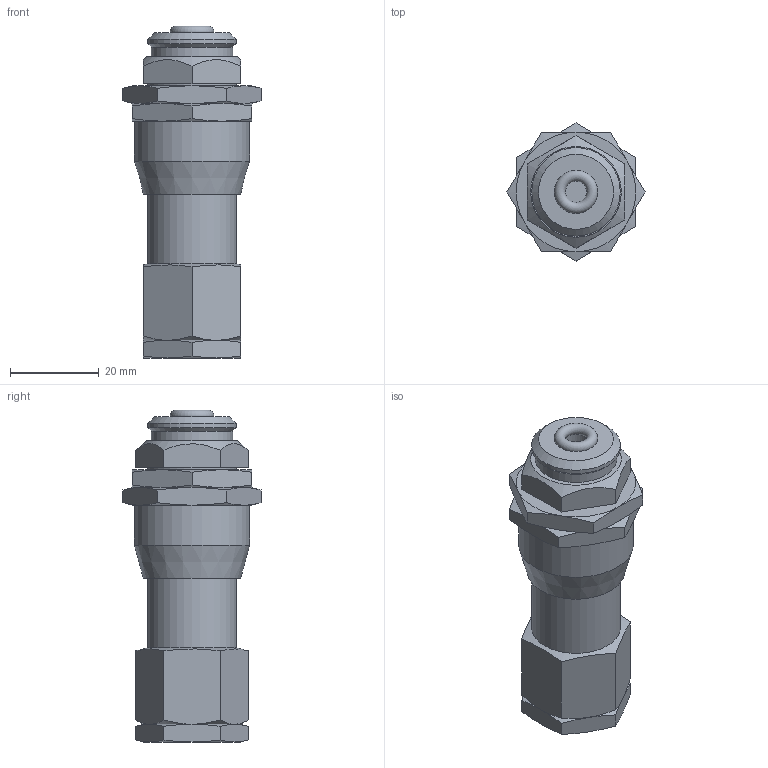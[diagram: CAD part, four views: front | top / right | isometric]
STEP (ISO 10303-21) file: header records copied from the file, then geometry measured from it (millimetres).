
FILE_DESCRIPTION(/* description */ ('STEP AP214'),/* implementation_level */ '2;1');
FILE_NAME(/* name */ '4203_UV',/* time_stamp */ '2024-09-15T16:26:11+02:00',/* author */ ('License CC BY-ND 4.0'),/* organization */ ('CADENAS'),/* preprocessor_version */ 'ST-DEVELOPER v19.3',/* originating_system */ 'PARTsolutions',/* authorisation */ ' ');
FILE_SCHEMA (('AUTOMOTIVE_DESIGN {1 0 10303 214 3 1 1}'));
Length unit declared in the file: millimetre
Products named in the file (1): 4203 UV
Bounding box: 31.18 x 31.18 x 75 mm (x, y, z)
Volume: 30328.9 mm3; surface area: 7544 mm2
Topology: 1 solids, 1 shells, 95 faces, 201 edges, 115 vertices
Faces by surface type: cone 48, plane 39, cylinder 7, torus 1
Full cylindrical faces by diameter (mm): 6.5 x1, 8.566 x1, 18.4 x1, 20 x3, 26 x1
Entity records: 2550 total; most frequent: CARTESIAN_POINT 706, ORIENTED_EDGE 374, DIRECTION 338, EDGE_CURVE 187, AXIS2_PLACEMENT_3D 151, EDGE_LOOP 116, FACE_BOUND 116, VERTEX_POINT 115
